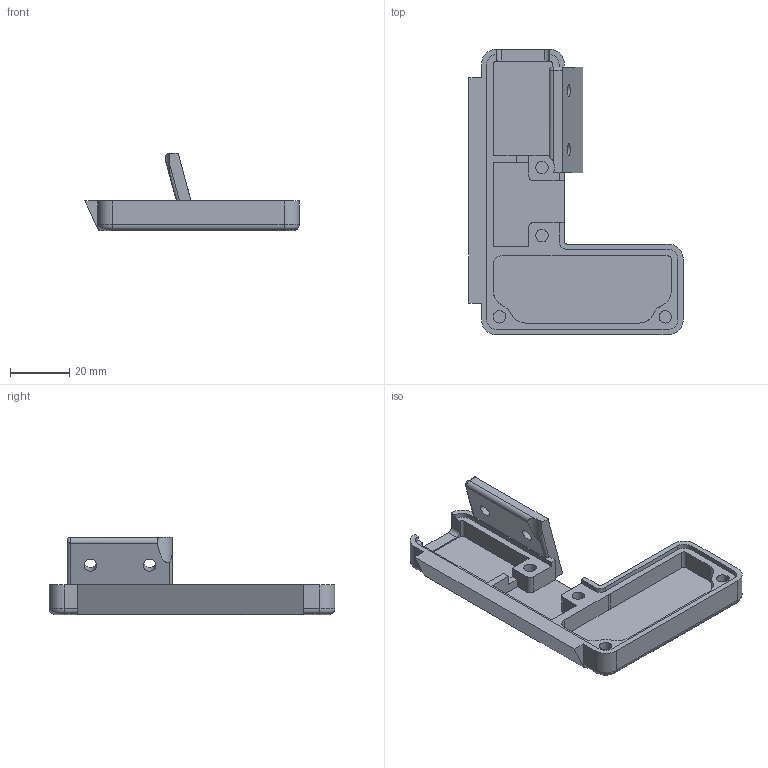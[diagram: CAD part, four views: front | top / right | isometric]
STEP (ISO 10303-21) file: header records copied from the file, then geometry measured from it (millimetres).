
FILE_DESCRIPTION(('FreeCAD Model'),'2;1');
FILE_NAME('Open CASCADE Shape Model','2025-02-08T16:28:20',(''),(''), 'Open CASCADE STEP processor 7.8','FreeCAD','Unknown');
FILE_SCHEMA(('AUTOMOTIVE_DESIGN { 1 0 10303 214 1 1 1 1 }'));
Length unit declared in the file: millimetre
Products named in the file (1): Crosses Variant
Bounding box: 72.21 x 96.3 x 26 mm (x, y, z)
Volume: 22816.9 mm3; surface area: 15656.3 mm2
Topology: 1 solids, 1 shells, 107 faces, 291 edges, 191 vertices
Faces by surface type: plane 57, cylinder 41, torus 6, extrusion 2, revolution 1
Full cylindrical faces by diameter (mm): 4.2 x4
Entity records: 3721 total; most frequent: CARTESIAN_POINT 911, DIRECTION 589, ORIENTED_EDGE 582, EDGE_CURVE 291, AXIS2_PLACEMENT_3D 200, VERTEX_POINT 191, VECTOR 188, LINE 186
